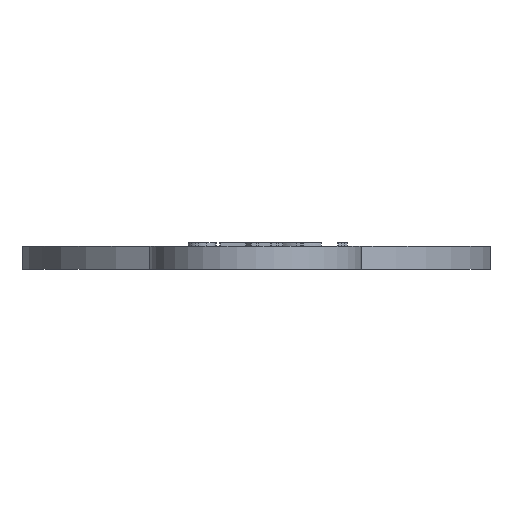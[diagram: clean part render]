
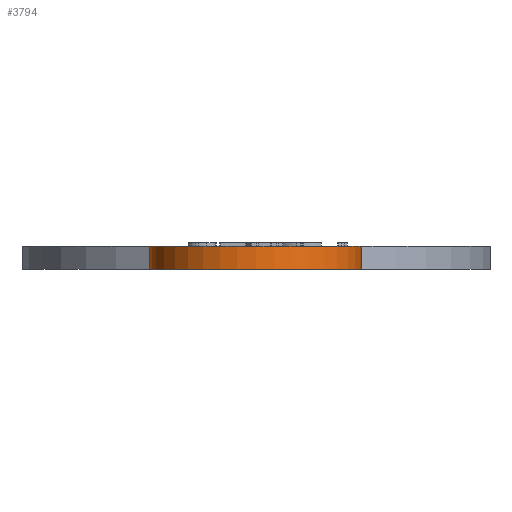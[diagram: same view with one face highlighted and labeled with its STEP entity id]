
A CAD part, front view. The second image highlights one B-rep face of the part: STEP entity #3794.
In plain terms, the highlighted cylindrical face has radius 13.75 mm (diameter 27.5 mm), a partial arc.
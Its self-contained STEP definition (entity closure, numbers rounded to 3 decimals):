
#25=CIRCLE('',#3944,13.75);
#26=CIRCLE('',#3945,13.75);
#34=CYLINDRICAL_SURFACE('',#3943,13.75);
#528=FACE_OUTER_BOUND('',#734,.T.);
#734=EDGE_LOOP('',(#3307,#3308,#3309,#3310));
#1106=LINE('',#6915,#1462);
#1109=LINE('',#6928,#1465);
#1462=VECTOR('',#4557,10.);
#1465=VECTOR('',#4572,10.);
#1829=VERTEX_POINT('',#6912);
#1830=VERTEX_POINT('',#6914);
#1833=VERTEX_POINT('',#6924);
#1834=VERTEX_POINT('',#6926);
#2376=EDGE_CURVE('',#1830,#1829,#1106,.T.);
#2381=EDGE_CURVE('',#1833,#1830,#25,.T.);
#2382=EDGE_CURVE('',#1829,#1834,#26,.T.);
#2383=EDGE_CURVE('',#1834,#1833,#1109,.T.);
#3307=ORIENTED_EDGE('',*,*,#2381,.T.);
#3308=ORIENTED_EDGE('',*,*,#2376,.T.);
#3309=ORIENTED_EDGE('',*,*,#2382,.T.);
#3310=ORIENTED_EDGE('',*,*,#2383,.T.);
#3794=ADVANCED_FACE('',(#528),#34,.T.);
#3943=AXIS2_PLACEMENT_3D('',#6923,#4566,#4567);
#3944=AXIS2_PLACEMENT_3D('',#6925,#4568,#4569);
#3945=AXIS2_PLACEMENT_3D('',#6927,#4570,#4571);
#4557=DIRECTION('',(0.,0.,-1.));
#4566=DIRECTION('center_axis',(0.,0.,1.));
#4567=DIRECTION('ref_axis',(0.707,-0.707,0.));
#4568=DIRECTION('center_axis',(0.,0.,-1.));
#4569=DIRECTION('ref_axis',(-0.707,-0.707,0.));
#4570=DIRECTION('center_axis',(0.,0.,1.));
#4571=DIRECTION('ref_axis',(-0.707,-0.707,0.));
#4572=DIRECTION('',(0.,0.,1.));
#6912=CARTESIAN_POINT('',(-13.77,-49.849,0.));
#6914=CARTESIAN_POINT('',(-13.77,-49.849,3.));
#6915=CARTESIAN_POINT('',(-13.77,-49.849,0.));
#6923=CARTESIAN_POINT('Origin',(-0.02,-49.849,0.));
#6924=CARTESIAN_POINT('',(13.73,-49.849,3.));
#6925=CARTESIAN_POINT('Origin',(-0.02,-49.849,3.));
#6926=CARTESIAN_POINT('',(13.73,-49.849,0.));
#6927=CARTESIAN_POINT('Origin',(-0.02,-49.849,0.));
#6928=CARTESIAN_POINT('',(13.73,-49.849,0.));
